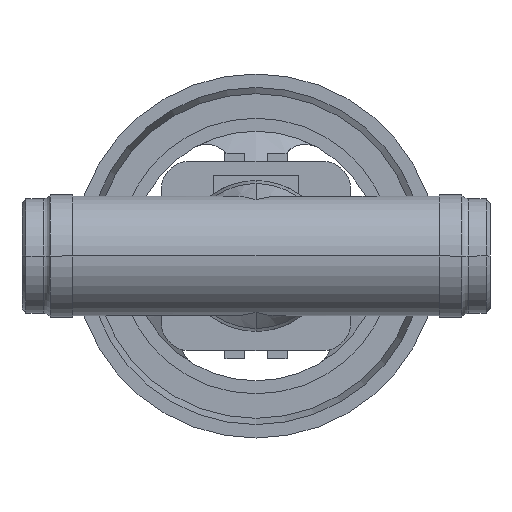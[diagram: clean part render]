
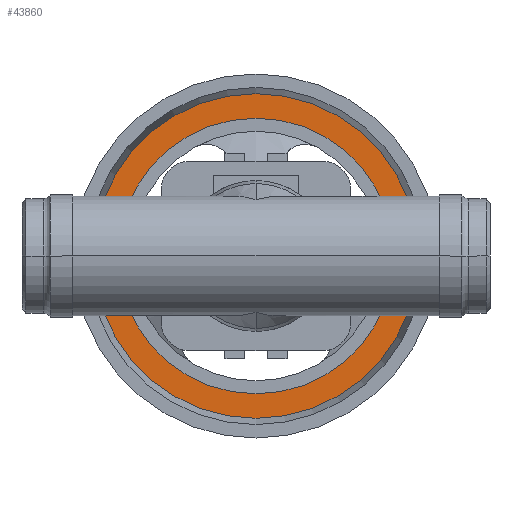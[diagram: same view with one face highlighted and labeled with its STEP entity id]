
A CAD part, front view. The second image highlights one B-rep face of the part: STEP entity #43860.
In plain terms, the highlighted planar face has unit normal (0, -1, 0).
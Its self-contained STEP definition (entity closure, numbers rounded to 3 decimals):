
#43380=CARTESIAN_POINT('',(152.412,227.61,0.)
);
#43390=VERTEX_POINT('',#43380);
#43470=CARTESIAN_POINT('',(27.588,227.61,0.));
#43480=VERTEX_POINT('',#43470);
#43510=CARTESIAN_POINT('',(90.,227.61,0.));
#43520=DIRECTION('',(0.,1.,0.));
#43530=DIRECTION('',(-1.,0.,0.));
#43540=AXIS2_PLACEMENT_3D('',#43510,#43520,#43530);
#43550=CIRCLE('',#43540,62.412);
#43560=EDGE_CURVE('',#43390,#43480,#43550,.T.);
#43610=CARTESIAN_POINT('',(32.294,227.61,0.)
);
#43620=DIRECTION('',(0.,-1.,0.));
#43630=DIRECTION('',(1.,0.,0.));
#43640=AXIS2_PLACEMENT_3D('',#43610,#43620,#43630);
#43650=PLANE('',#43640);
#43660=EDGE_CURVE('',#43480,#43390,#43550,.T.);
#43670=ORIENTED_EDGE('',*,*,#43660,.F.);
#43680=ORIENTED_EDGE('',*,*,#43560,.F.);
#43690=EDGE_LOOP('',(#43680,#43670));
#43700=FACE_OUTER_BOUND('',#43690,.T.);
#43710=CARTESIAN_POINT('',(90.,227.61,0.));
#43720=DIRECTION('',(0.,1.,0.));
#43730=DIRECTION('',(-1.,0.,0.));
#43740=AXIS2_PLACEMENT_3D('',#43710,#43720,#43730);
#43750=CIRCLE('',#43740,53.);
#43760=CARTESIAN_POINT('',(37.,227.61,0.));
#43770=VERTEX_POINT('',#43760);
#43780=CARTESIAN_POINT('',(143.,227.61,0.));
#43790=VERTEX_POINT('',#43780);
#43800=EDGE_CURVE('',#43770,#43790,#43750,.T.);
#43810=ORIENTED_EDGE('',*,*,#43800,.T.);
#43820=EDGE_CURVE('',#43790,#43770,#43750,.T.);
#43830=ORIENTED_EDGE('',*,*,#43820,.T.);
#43840=EDGE_LOOP('',(#43830,#43810));
#43850=FACE_BOUND('',#43840,.T.);
#43860=ADVANCED_FACE('',(#43700,#43850),#43650,.T.);
